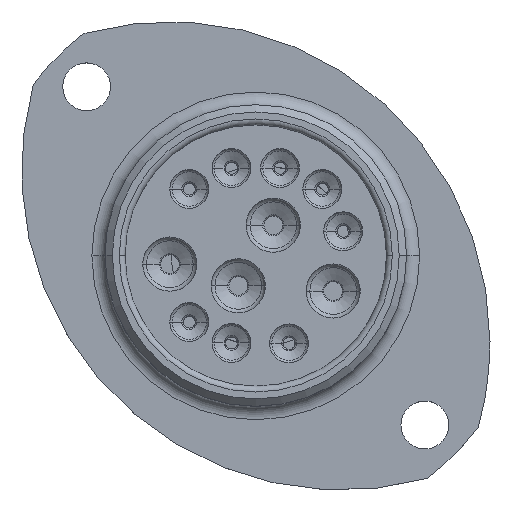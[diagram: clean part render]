
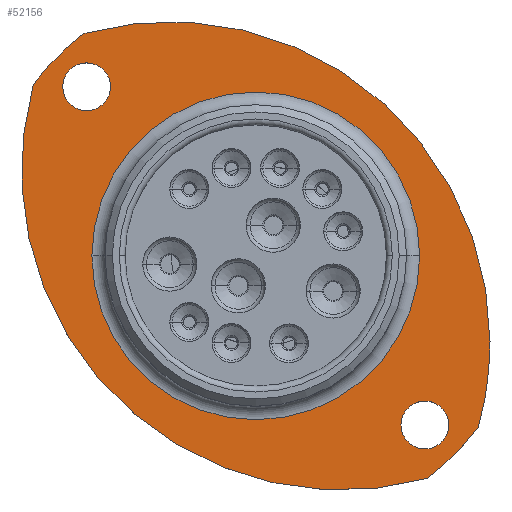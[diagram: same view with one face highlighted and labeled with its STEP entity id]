
A CAD part, top view. The second image highlights one B-rep face of the part: STEP entity #52156.
In plain terms, the highlighted planar face has unit normal (0, 0, 1).
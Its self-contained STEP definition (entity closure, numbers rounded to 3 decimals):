
#214 = ORIENTED_EDGE ( 'NONE', *, *, #50175, .T. ) ;
#470 = EDGE_LOOP ( 'NONE', ( #214, #57968, #54141, #8393, #27261 ) ) ;
#1424 = AXIS2_PLACEMENT_3D ( 'NONE', #49778, #22757, #54319 ) ;
#2452 = VERTEX_POINT ( 'NONE', #51150 ) ;
#2709 = CIRCLE ( 'NONE', #33864, 21.75 ) ;
#3091 = AXIS2_PLACEMENT_3D ( 'NONE', #33799, #6797, #38321 ) ;
#3553 = CIRCLE ( 'NONE', #38031, 1.625 ) ;
#4063 = EDGE_LOOP ( 'NONE', ( #42923, #13634 ) ) ;
#4192 = CIRCLE ( 'NONE', #34879, 11.135 ) ;
#5784 = CARTESIAN_POINT ( 'NONE',  ( -39.932, 10.08, 16.523 ) ) ;
#6483 = AXIS2_PLACEMENT_3D ( 'NONE', #26337, #57866, #30865 ) ;
#6797 = DIRECTION ( 'NONE',  ( 0., 0., 1. ) ) ;
#8393 = ORIENTED_EDGE ( 'NONE', *, *, #53540, .T. ) ;
#9624 = CARTESIAN_POINT ( 'NONE',  ( -28.442, -1.411, 16.523 ) ) ;
#9994 = AXIS2_PLACEMENT_3D ( 'NONE', #49571, #22576, #54130 ) ;
#10302 = DIRECTION ( 'NONE',  ( -1., 0., 0. ) ) ;
#10750 = CIRCLE ( 'NONE', #54563, 21.75 ) ;
#11321 = CARTESIAN_POINT ( 'NONE',  ( -39.932, 10.08, 16.523 ) ) ;
#11978 = ORIENTED_EDGE ( 'NONE', *, *, #41697, .T. ) ;
#12492 = CARTESIAN_POINT ( 'NONE',  ( -30.067, -1.411, 16.523 ) ) ;
#13420 = CARTESIAN_POINT ( 'NONE',  ( -28.797, 10.08, 16.523 ) ) ;
#13634 = ORIENTED_EDGE ( 'NONE', *, *, #42307, .F. ) ;
#14137 = DIRECTION ( 'NONE',  ( 1., 0., 0. ) ) ;
#14942 = DIRECTION ( 'NONE',  ( 0., 0., 1. ) ) ;
#15161 = CARTESIAN_POINT ( 'NONE',  ( -49.797, 21.57, 16.523 ) ) ;
#15425 = CARTESIAN_POINT ( 'NONE',  ( -51.422, 21.57, 16.523 ) ) ;
#15825 = DIRECTION ( 'NONE',  ( -1., 0., 0. ) ) ;
#16104 = CIRCLE ( 'NONE', #34341, 1.625 ) ;
#16443 = CARTESIAN_POINT ( 'NONE',  ( -45.766, 4.246, 16.523 ) ) ;
#16724 = CIRCLE ( 'NONE', #27360, 1.625 ) ;
#17312 = CARTESIAN_POINT ( 'NONE',  ( -53.047, 21.57, 16.523 ) ) ;
#17789 = EDGE_LOOP ( 'NONE', ( #23435, #11978 ) ) ;
#17922 = VERTEX_POINT ( 'NONE', #54206 ) ;
#19971 = DIRECTION ( 'NONE',  ( 1., 0., 0. ) ) ;
#21025 = DIRECTION ( 'NONE',  ( 1., 0., 0. ) ) ;
#21829 = CARTESIAN_POINT ( 'NONE',  ( -26.817, -1.411, 16.523 ) ) ;
#22115 = EDGE_CURVE ( 'NONE', #2452, #38651, #2709, .T. ) ;
#22464 = VERTEX_POINT ( 'NONE', #44690 ) ;
#22576 = DIRECTION ( 'NONE',  ( 0., 0., -1. ) ) ;
#22757 = DIRECTION ( 'NONE',  ( 0., 0., -1. ) ) ;
#22893 = VERTEX_POINT ( 'NONE', #12492 ) ;
#23088 = AXIS2_PLACEMENT_3D ( 'NONE', #5784, #37316, #10302 ) ;
#23420 = CIRCLE ( 'NONE', #3091, 1.625 ) ;
#23435 = ORIENTED_EDGE ( 'NONE', *, *, #35434, .T. ) ;
#24627 = DIRECTION ( 'NONE',  ( 0., 0., 1. ) ) ;
#25521 = CIRCLE ( 'NONE', #9994, 19.1 ) ;
#26332 = DIRECTION ( 'NONE',  ( 0., 0., -1. ) ) ;
#26337 = CARTESIAN_POINT ( 'NONE',  ( -34.098, 15.914, 16.523 ) ) ;
#26613 = FACE_BOUND ( 'NONE', #56456, .T. ) ;
#27261 = ORIENTED_EDGE ( 'NONE', *, *, #50324, .F. ) ;
#27360 = AXIS2_PLACEMENT_3D ( 'NONE', #51644, #24627, #56165 ) ;
#28022 = FACE_BOUND ( 'NONE', #17789, .T. ) ;
#29220 = VERTEX_POINT ( 'NONE', #21829 ) ;
#29712 = CARTESIAN_POINT ( 'NONE',  ( -24.814, -1.593, 16.523 ) ) ;
#30206 = VERTEX_POINT ( 'NONE', #44760 ) ;
#30865 = DIRECTION ( 'NONE',  ( 1., 0., 0. ) ) ;
#33799 = CARTESIAN_POINT ( 'NONE',  ( -51.422, 21.57, 16.523 ) ) ;
#33864 = AXIS2_PLACEMENT_3D ( 'NONE', #41968, #14942, #46474 ) ;
#34341 = AXIS2_PLACEMENT_3D ( 'NONE', #15425, #46963, #19971 ) ;
#34879 = AXIS2_PLACEMENT_3D ( 'NONE', #11321, #42847, #15825 ) ;
#35434 = EDGE_CURVE ( 'NONE', #17922, #51002, #38195, .T. ) ;
#35999 = CIRCLE ( 'NONE', #43737, 19.1 ) ;
#36161 = VERTEX_POINT ( 'NONE', #29712 ) ;
#37096 = ORIENTED_EDGE ( 'NONE', *, *, #41030, .F. ) ;
#37316 = DIRECTION ( 'NONE',  ( 0., 0., -1. ) ) ;
#37611 = CIRCLE ( 'NONE', #6483, 21.75 ) ;
#37752 = EDGE_CURVE ( 'NONE', #29220, #22893, #3553, .T. ) ;
#38031 = AXIS2_PLACEMENT_3D ( 'NONE', #9624, #41176, #14137 ) ;
#38174 = EDGE_CURVE ( 'NONE', #30206, #38651, #35999, .T. ) ;
#38195 = CIRCLE ( 'NONE', #23088, 11.135 ) ;
#38321 = DIRECTION ( 'NONE',  ( 1., 0., 0. ) ) ;
#38524 = EDGE_CURVE ( 'NONE', #39020, #45645, #16104, .T. ) ;
#38601 = ORIENTED_EDGE ( 'NONE', *, *, #38524, .F. ) ;
#38651 = VERTEX_POINT ( 'NONE', #52502 ) ;
#39020 = VERTEX_POINT ( 'NONE', #15161 ) ;
#40032 = FACE_OUTER_BOUND ( 'NONE', #470, .T. ) ;
#41030 = EDGE_CURVE ( 'NONE', #45645, #39020, #23420, .T. ) ;
#41176 = DIRECTION ( 'NONE',  ( 0., 0., 1. ) ) ;
#41697 = EDGE_CURVE ( 'NONE', #51002, #17922, #4192, .T. ) ;
#41968 = CARTESIAN_POINT ( 'NONE',  ( -45.766, 4.246, 16.523 ) ) ;
#42307 = EDGE_CURVE ( 'NONE', #22893, #29220, #16724, .T. ) ;
#42847 = DIRECTION ( 'NONE',  ( 0., 0., -1. ) ) ;
#42923 = ORIENTED_EDGE ( 'NONE', *, *, #37752, .F. ) ;
#43737 = AXIS2_PLACEMENT_3D ( 'NONE', #53360, #26332, #57862 ) ;
#44690 = CARTESIAN_POINT ( 'NONE',  ( -28.259, -5.038, 16.523 ) ) ;
#44760 = CARTESIAN_POINT ( 'NONE',  ( -55.05, 21.753, 16.523 ) ) ;
#45645 = VERTEX_POINT ( 'NONE', #17312 ) ;
#46474 = DIRECTION ( 'NONE',  ( 1., 0., 0. ) ) ;
#46963 = DIRECTION ( 'NONE',  ( 0., 0., 1. ) ) ;
#47997 = DIRECTION ( 'NONE',  ( 0., 0., 1. ) ) ;
#49571 = CARTESIAN_POINT ( 'NONE',  ( -39.932, 10.08, 16.523 ) ) ;
#49778 = CARTESIAN_POINT ( 'NONE',  ( -39.932, 29.18, 16.523 ) ) ;
#50175 = EDGE_CURVE ( 'NONE', #36161, #2452, #10750, .T. ) ;
#50324 = EDGE_CURVE ( 'NONE', #36161, #22464, #25521, .T. ) ;
#50572 = FACE_BOUND ( 'NONE', #4063, .T. ) ;
#51002 = VERTEX_POINT ( 'NONE', #13420 ) ;
#51150 = CARTESIAN_POINT ( 'NONE',  ( -24.016, 4.246, 16.523 ) ) ;
#51644 = CARTESIAN_POINT ( 'NONE',  ( -28.442, -1.411, 16.523 ) ) ;
#52156 = ADVANCED_FACE ( 'NONE', ( #28022, #26613, #50572, #40032 ), #54136, .F. ) ;
#52502 = CARTESIAN_POINT ( 'NONE',  ( -51.605, 25.198, 16.523 ) ) ;
#53360 = CARTESIAN_POINT ( 'NONE',  ( -39.932, 10.08, 16.523 ) ) ;
#53540 = EDGE_CURVE ( 'NONE', #30206, #22464, #37611, .T. ) ;
#54130 = DIRECTION ( 'NONE',  ( -1., 0., 0. ) ) ;
#54136 = PLANE ( 'NONE',  #1424 ) ;
#54141 = ORIENTED_EDGE ( 'NONE', *, *, #38174, .F. ) ;
#54206 = CARTESIAN_POINT ( 'NONE',  ( -51.067, 10.08, 16.523 ) ) ;
#54319 = DIRECTION ( 'NONE',  ( -1., 0., 0. ) ) ;
#54563 = AXIS2_PLACEMENT_3D ( 'NONE', #16443, #47997, #21025 ) ;
#56165 = DIRECTION ( 'NONE',  ( 1., 0., 0. ) ) ;
#56456 = EDGE_LOOP ( 'NONE', ( #38601, #37096 ) ) ;
#57862 = DIRECTION ( 'NONE',  ( -1., 0., 0. ) ) ;
#57866 = DIRECTION ( 'NONE',  ( 0., 0., 1. ) ) ;
#57968 = ORIENTED_EDGE ( 'NONE', *, *, #22115, .T. ) ;
